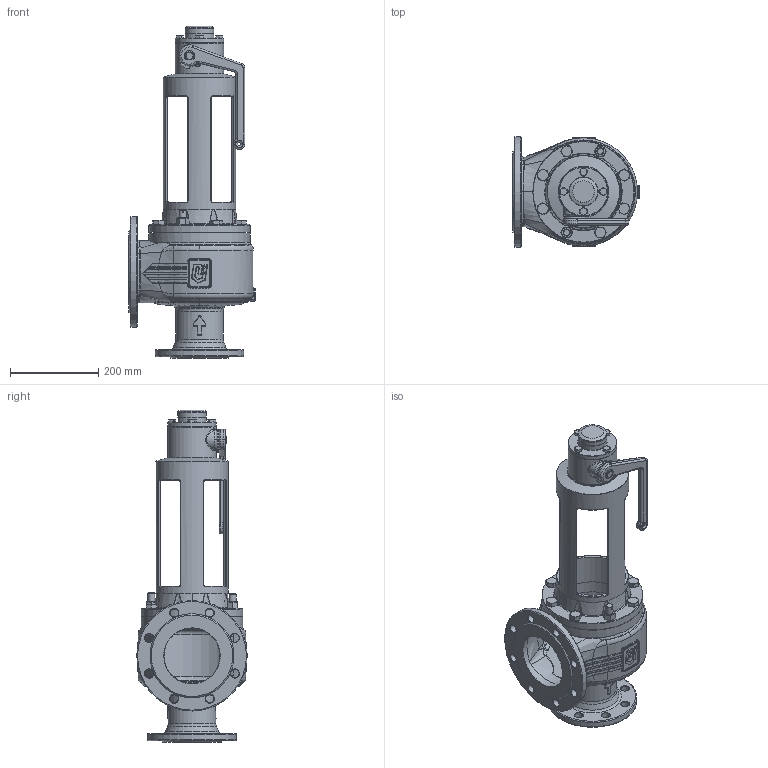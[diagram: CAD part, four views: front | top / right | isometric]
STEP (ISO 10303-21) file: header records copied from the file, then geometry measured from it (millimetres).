
FILE_DESCRIPTION(('HOOPS Exchange Step'),'2;1');
FILE_NAME('SF0611_DN80_80-125.stp','2025-06-27T13:30:07+02:00',('nieru'),('Unknown organisation'),'HOOPS Exchange 2024.2','HOOPS Exchange','Unknown authorisation');
FILE_SCHEMA( ('AP203_CONFIGURATION_CONTROLLED_3D_DESIGN_OF_MECHANICAL_PARTS_AND_ASSEMBLIES_MIM_LF') );
Length unit declared in the file: millimetre
Products named in the file (2): 0; root
Assembly tree (1 placements, depth 2):
  root
    0
Bounding box: 286 x 250 x 751 mm (x, y, z)
Volume: 5666651.3 mm3; surface area: 1008316.4 mm2
Topology: 24 solids, 24 shells, 1552 faces, 3866 edges, 2340 vertices
Faces by surface type: bspline 510, cylinder 382, plane 336, torus 199, cone 124, sphere 1
Full cylindrical faces by diameter (mm): 2 x2, 3 x1, 4.9 x1, 5 x1, 8 x1, 13.835 x2, 14.63 x4, 16 x2, 18.1 x1, 19 x16, 22.49 x6, 27.5 x1, 28 x1, 30 x1, 48 x1, 62.8 x1, 65 x3, 81.501 x1, 82 x1, 100.536 x1, 108 x1, 110 x2, 150 x2, 164 x1, 200 x1, 229 x2, 250 x1
Entity records: 133012 total; most frequent: CARTESIAN_POINT 99389, ORIENTED_EDGE 7574, DIRECTION 5889, EDGE_CURVE 3787, AXIS2_PLACEMENT_3D 2438, VERTEX_POINT 2340, EDGE_LOOP 1673, FACE_BOUND 1673
